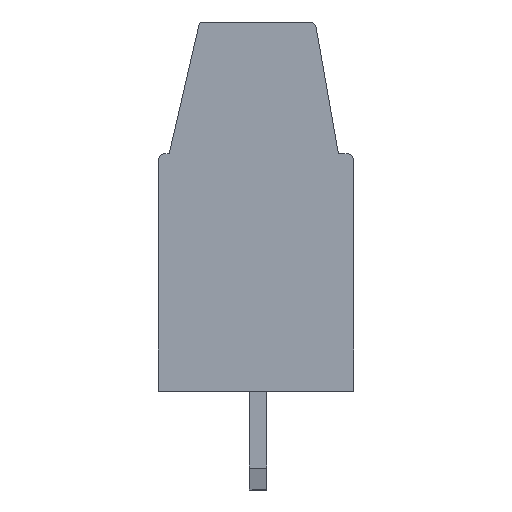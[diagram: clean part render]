
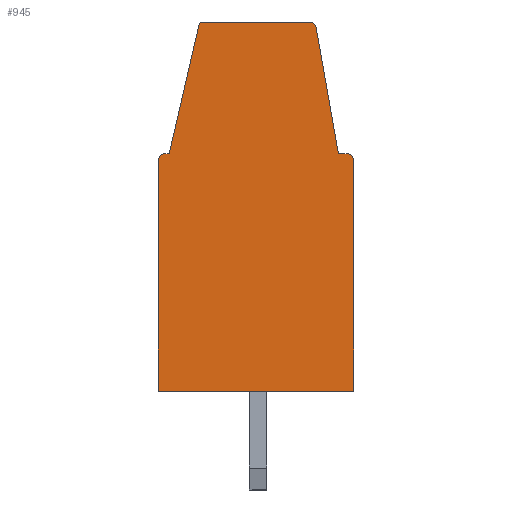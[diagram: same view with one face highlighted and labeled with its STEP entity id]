
A CAD part, left-side view. The second image highlights one B-rep face of the part: STEP entity #945.
In plain terms, the highlighted planar face has unit normal (-1, 0, 0).
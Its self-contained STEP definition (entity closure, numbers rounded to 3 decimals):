
#945 = ADVANCED_FACE( '', ( #1967 ), #1968, .T. );
#1967 = FACE_OUTER_BOUND( '', #3006, .T. );
#1968 = PLANE( '', #3007 );
#3006 = EDGE_LOOP( '', ( #5651, #5652, #5653, #5654, #5655, #5656, #5657, #5658, #5659, #5660, #5661, #5662 ) );
#3007 = AXIS2_PLACEMENT_3D( '', #5663, #5664, #5665 );
#5651 = ORIENTED_EDGE( '', *, *, #6274, .T. );
#5652 = ORIENTED_EDGE( '', *, *, #6456, .T. );
#5653 = ORIENTED_EDGE( '', *, *, #5982, .F. );
#5654 = ORIENTED_EDGE( '', *, *, #6678, .T. );
#5655 = ORIENTED_EDGE( '', *, *, #6798, .T. );
#5656 = ORIENTED_EDGE( '', *, *, #6875, .T. );
#5657 = ORIENTED_EDGE( '', *, *, #6137, .T. );
#5658 = ORIENTED_EDGE( '', *, *, #6884, .T. );
#5659 = ORIENTED_EDGE( '', *, *, #6599, .T. );
#5660 = ORIENTED_EDGE( '', *, *, #6419, .T. );
#5661 = ORIENTED_EDGE( '', *, *, #6374, .T. );
#5662 = ORIENTED_EDGE( '', *, *, #6073, .T. );
#5663 = CARTESIAN_POINT( '', ( 184.737, 129.598, 0. ) );
#5664 = DIRECTION( '', ( -1., 0., 0. ) );
#5665 = DIRECTION( '', ( 0., -1., 0. ) );
#5982 = EDGE_CURVE( '', #7168, #7170, #7171, .T. );
#6073 = EDGE_CURVE( '', #7322, #7320, #7323, .T. );
#6137 = EDGE_CURVE( '', #7428, #7426, #7429, .T. );
#6274 = EDGE_CURVE( '', #7320, #7653, #7655, .T. );
#6374 = EDGE_CURVE( '', #7809, #7322, #7810, .T. );
#6419 = EDGE_CURVE( '', #7877, #7809, #7878, .T. );
#6456 = EDGE_CURVE( '', #7653, #7170, #7931, .T. );
#6599 = EDGE_CURVE( '', #8122, #7877, #8123, .T. );
#6678 = EDGE_CURVE( '', #7168, #8233, #8235, .T. );
#6798 = EDGE_CURVE( '', #8233, #8375, #8377, .T. );
#6875 = EDGE_CURVE( '', #8375, #7428, #8460, .T. );
#6884 = EDGE_CURVE( '', #7426, #8122, #8469, .T. );
#7168 = VERTEX_POINT( '', #8850 );
#7170 = VERTEX_POINT( '', #8853 );
#7171 = LINE( '', #8854, #8855 );
#7320 = VERTEX_POINT( '', #9054 );
#7322 = VERTEX_POINT( '', #9057 );
#7323 = CIRCLE( '', #9058, 0.3 );
#7426 = VERTEX_POINT( '', #9203 );
#7428 = VERTEX_POINT( '', #9206 );
#7429 = CIRCLE( '', #9207, 0.3 );
#7653 = VERTEX_POINT( '', #9521 );
#7655 = LINE( '', #9524, #9525 );
#7809 = VERTEX_POINT( '', #9753 );
#7810 = LINE( '', #9754, #9755 );
#7877 = VERTEX_POINT( '', #9850 );
#7878 = LINE( '', #9851, #9852 );
#7931 = LINE( '', #9924, #9925 );
#8122 = VERTEX_POINT( '', #10204 );
#8123 = CIRCLE( '', #10205, 0.2 );
#8233 = VERTEX_POINT( '', #10367 );
#8235 = CIRCLE( '', #10370, 0.3 );
#8375 = VERTEX_POINT( '', #10560 );
#8377 = LINE( '', #10563, #10564 );
#8460 = LINE( '', #10674, #10675 );
#8469 = LINE( '', #10685, #10686 );
#8850 = CARTESIAN_POINT( '', ( 184.737, 122.148, 10.5 ) );
#8853 = CARTESIAN_POINT( '', ( 184.737, 122.148, 0. ) );
#8854 = CARTESIAN_POINT( '', ( 184.737, 122.148, 5.1 ) );
#8855 = VECTOR( '', #10869, 1000. );
#9054 = CARTESIAN_POINT( '', ( 184.737, 131.048, 10.5 ) );
#9057 = CARTESIAN_POINT( '', ( 184.737, 130.748, 10.8 ) );
#9058 = AXIS2_PLACEMENT_3D( '', #10981, #10982, #10983 );
#9203 = CARTESIAN_POINT( '', ( 184.737, 124.158, 16.8 ) );
#9206 = CARTESIAN_POINT( '', ( 184.737, 123.863, 16.552 ) );
#9207 = AXIS2_PLACEMENT_3D( '', #11045, #11046, #11047 );
#9521 = CARTESIAN_POINT( '', ( 184.737, 131.048, 0. ) );
#9524 = CARTESIAN_POINT( '', ( 184.737, 131.048, 0. ) );
#9525 = VECTOR( '', #11181, 1000. );
#9753 = CARTESIAN_POINT( '', ( 184.737, 130.548, 10.8 ) );
#9754 = CARTESIAN_POINT( '', ( 184.737, 130.748, 10.8 ) );
#9755 = VECTOR( '', #11271, 1000. );
#9850 = CARTESIAN_POINT( '', ( 184.737, 129.199, 16.645 ) );
#9851 = CARTESIAN_POINT( '', ( 184.737, 130.548, 10.8 ) );
#9852 = VECTOR( '', #11311, 1000. );
#9924 = CARTESIAN_POINT( '', ( 184.737, 129.818, 0. ) );
#9925 = VECTOR( '', #11355, 1000. );
#10204 = CARTESIAN_POINT( '', ( 184.737, 129.004, 16.8 ) );
#10205 = AXIS2_PLACEMENT_3D( '', #11468, #11469, #11470 );
#10367 = CARTESIAN_POINT( '', ( 184.737, 122.448, 10.8 ) );
#10370 = AXIS2_PLACEMENT_3D( '', #11548, #11549, #11550 );
#10560 = CARTESIAN_POINT( '', ( 184.737, 122.848, 10.8 ) );
#10563 = CARTESIAN_POINT( '', ( 184.737, 122.848, 10.8 ) );
#10564 = VECTOR( '', #11648, 1000. );
#10674 = CARTESIAN_POINT( '', ( 184.737, 123.863, 16.552 ) );
#10675 = VECTOR( '', #11685, 1000. );
#10685 = CARTESIAN_POINT( '', ( 184.737, 129.004, 16.8 ) );
#10686 = VECTOR( '', #11687, 1000. );
#10869 = DIRECTION( '', ( 0., 0., -1. ) );
#10981 = CARTESIAN_POINT( '', ( 184.737, 130.748, 10.5 ) );
#10982 = DIRECTION( '', ( -1., 0., 0. ) );
#10983 = DIRECTION( '', ( 0., 0., 1. ) );
#11045 = CARTESIAN_POINT( '', ( 184.737, 124.158, 16.5 ) );
#11046 = DIRECTION( '', ( -1., 0., 0. ) );
#11047 = DIRECTION( '', ( 0., 0., 1. ) );
#11181 = DIRECTION( '', ( 0., 0., -1. ) );
#11271 = DIRECTION( '', ( 0., 1., 0. ) );
#11311 = DIRECTION( '', ( 0., 0.225, -0.974 ) );
#11355 = DIRECTION( '', ( 0., -1., 0. ) );
#11468 = CARTESIAN_POINT( '', ( 184.737, 129.004, 16.6 ) );
#11469 = DIRECTION( '', ( -1., 0., 0. ) );
#11470 = DIRECTION( '', ( 0., 0., 1. ) );
#11548 = CARTESIAN_POINT( '', ( 184.737, 122.448, 10.5 ) );
#11549 = DIRECTION( '', ( -1., 0., 0. ) );
#11550 = DIRECTION( '', ( 0., 0., 1. ) );
#11648 = DIRECTION( '', ( 0., 1., 0. ) );
#11685 = DIRECTION( '', ( 0., 0.174, 0.985 ) );
#11687 = DIRECTION( '', ( 0., 1., 0. ) );
